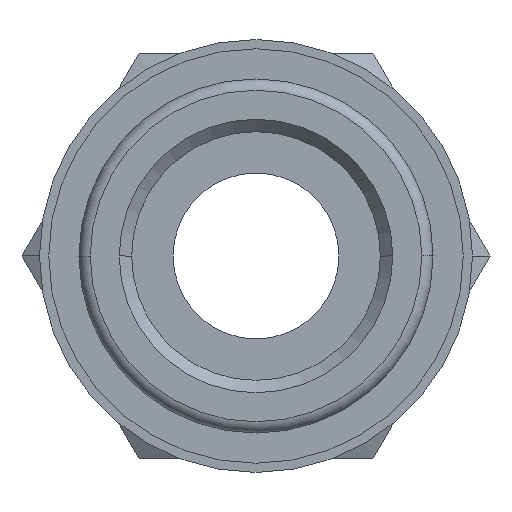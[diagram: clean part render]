
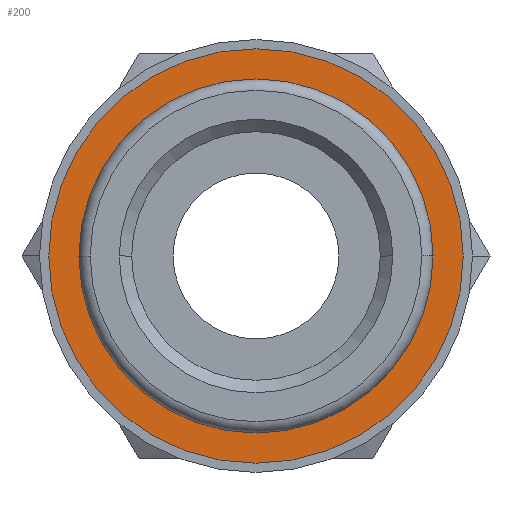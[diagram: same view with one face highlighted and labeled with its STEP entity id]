
A CAD part, front view. The second image highlights one B-rep face of the part: STEP entity #200.
In plain terms, the highlighted planar face has unit normal (0, -1, 0).
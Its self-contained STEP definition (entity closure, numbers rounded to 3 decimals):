
#200=ADVANCED_FACE('',(#406,#407),#408,.T.);
#406=FACE_BOUND('',#609,.T.);
#407=FACE_OUTER_BOUND('',#610,.T.);
#408=PLANE('',#611);
#609=EDGE_LOOP('',(#1093,#1094,#1095));
#610=EDGE_LOOP('',(#1096,#1097));
#611=AXIS2_PLACEMENT_3D('',#1098,#1099,#1100);
#1093=ORIENTED_EDGE('',*,*,#1140,.T.);
#1094=ORIENTED_EDGE('',*,*,#1268,.T.);
#1095=ORIENTED_EDGE('',*,*,#1141,.T.);
#1096=ORIENTED_EDGE('',*,*,#1280,.F.);
#1097=ORIENTED_EDGE('',*,*,#1227,.F.);
#1098=CARTESIAN_POINT('',(5.625,3.6,0.0));
#1099=DIRECTION('',(-0.0,-1.0,-0.0));
#1100=DIRECTION('',(-1.0,0.0,0.0));
#1140=EDGE_CURVE('',#1338,#1336,#1339,.T.);
#1141=EDGE_CURVE('',#1340,#1338,#1341,.T.);
#1227=EDGE_CURVE('',#1478,#1473,#1480,.T.);
#1268=EDGE_CURVE('',#1336,#1340,#1533,.T.);
#1280=EDGE_CURVE('',#1473,#1478,#1547,.T.);
#1336=VERTEX_POINT('',#1606);
#1338=VERTEX_POINT('',#1608);
#1339=CIRCLE('',#1609,9.156);
#1340=VERTEX_POINT('',#1610);
#1341=CIRCLE('',#1611,9.156);
#1473=VERTEX_POINT('',#1904);
#1478=VERTEX_POINT('',#1910);
#1480=CIRCLE('',#1913,11.25);
#1533=CIRCLE('',#2051,9.156);
#1547=CIRCLE('',#2066,11.25);
#1606=CARTESIAN_POINT('',(9.156,3.6,0.));
#1608=CARTESIAN_POINT('',(0.,3.6,9.156));
#1609=AXIS2_PLACEMENT_3D('',#2173,#2174,#2175);
#1610=CARTESIAN_POINT('',(-9.156,3.6,0.));
#1611=AXIS2_PLACEMENT_3D('',#2176,#2177,#2178);
#1904=CARTESIAN_POINT('',(11.25,3.6,0.0));
#1910=CARTESIAN_POINT('',(-11.25,3.6,0.));
#1913=AXIS2_PLACEMENT_3D('',#2295,#2296,#2297);
#2051=AXIS2_PLACEMENT_3D('',#2345,#2346,#2347);
#2066=AXIS2_PLACEMENT_3D('',#2364,#2365,#2366);
#2173=CARTESIAN_POINT('',(0.0,3.6,0.0));
#2174=DIRECTION('',(0.0,1.0,0.0));
#2175=DIRECTION('',(0.0,0.0,-1.0));
#2176=CARTESIAN_POINT('',(0.0,3.6,0.0));
#2177=DIRECTION('',(0.0,1.0,0.0));
#2178=DIRECTION('',(0.0,0.0,-1.0));
#2295=CARTESIAN_POINT('',(0.0,3.6,0.0));
#2296=DIRECTION('',(-0.0,1.0,0.0));
#2297=DIRECTION('',(1.0,0.0,0.0));
#2345=CARTESIAN_POINT('',(0.0,3.6,0.0));
#2346=DIRECTION('',(0.0,1.0,0.0));
#2347=DIRECTION('',(0.0,0.0,-1.0));
#2364=CARTESIAN_POINT('',(0.0,3.6,0.0));
#2365=DIRECTION('',(-0.0,1.0,0.0));
#2366=DIRECTION('',(1.0,0.0,0.0));
